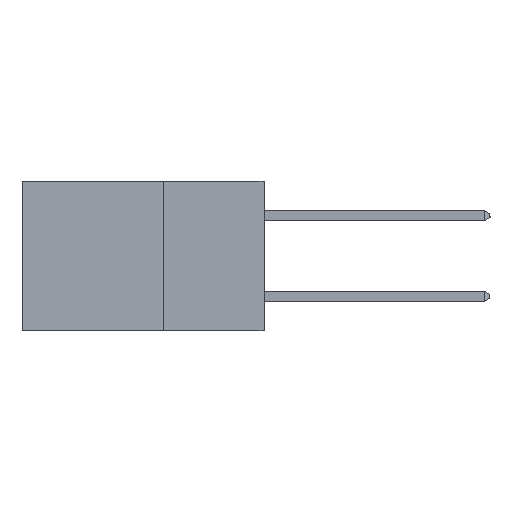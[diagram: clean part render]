
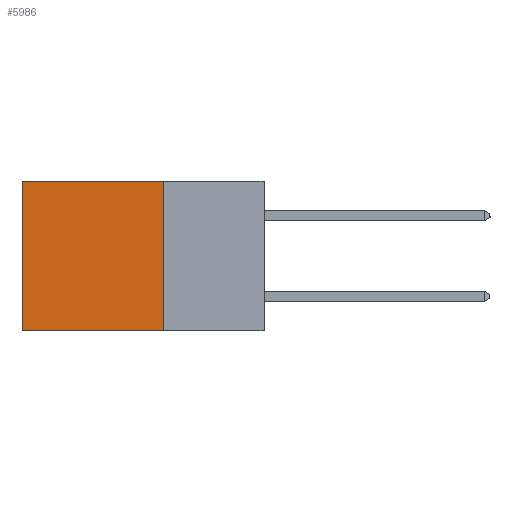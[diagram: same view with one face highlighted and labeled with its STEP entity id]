
A CAD part, left-side view. The second image highlights one B-rep face of the part: STEP entity #5986.
In plain terms, the highlighted planar face has unit normal (-1, 0, 0).
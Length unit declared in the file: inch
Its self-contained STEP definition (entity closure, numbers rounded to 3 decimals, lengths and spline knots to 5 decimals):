
#836 = PLANE ( 'NONE',  #23142 ) ;
#3024 = VECTOR ( 'NONE', #17837, 39.37008 ) ;
#3115 = VECTOR ( 'NONE', #5204, 39.37008 ) ;
#3270 = ORIENTED_EDGE ( 'NONE', *, *, #15396, .T. ) ;
#4021 = EDGE_CURVE ( 'NONE', #11358, #4368, #15912, .T. ) ;
#4368 = VERTEX_POINT ( 'NONE', #19547 ) ;
#4452 = ORIENTED_EDGE ( 'NONE', *, *, #9595, .T. ) ;
#4549 = CARTESIAN_POINT ( 'NONE',  ( 0.298, 0.25, 0. ) ) ;
#5204 = DIRECTION ( 'NONE',  ( 0., 0., -1. ) ) ;
#5742 = DIRECTION ( 'NONE',  ( 0., 0., -1. ) ) ;
#5986 = ADVANCED_FACE ( 'NONE', ( #11092 ), #836, .F. ) ;
#6762 = CARTESIAN_POINT ( 'NONE',  ( 0.298, 0.25, 0. ) ) ;
#7838 = EDGE_LOOP ( 'NONE', ( #4452, #24667, #25331, #3270 ) ) ;
#9595 = EDGE_CURVE ( 'NONE', #11145, #21240, #24449, .T. ) ;
#11092 = FACE_OUTER_BOUND ( 'NONE', #7838, .T. ) ;
#11099 = CARTESIAN_POINT ( 'NONE',  ( 0.298, 0.6, -0.37 ) ) ;
#11145 = VERTEX_POINT ( 'NONE', #16571 ) ;
#11358 = VERTEX_POINT ( 'NONE', #17303 ) ;
#15396 = EDGE_CURVE ( 'NONE', #11358, #11145, #19565, .T. ) ;
#15725 = CARTESIAN_POINT ( 'NONE',  ( 0.298, 0.25, 0. ) ) ;
#15830 = LINE ( 'NONE', #16906, #21320 ) ;
#15912 = LINE ( 'NONE', #4549, #22048 ) ;
#16571 = CARTESIAN_POINT ( 'NONE',  ( 0.298, 0.6, 0. ) ) ;
#16906 = CARTESIAN_POINT ( 'NONE',  ( 0.298, 0.25, -0.37 ) ) ;
#17303 = CARTESIAN_POINT ( 'NONE',  ( 0.298, 0.25, 0. ) ) ;
#17837 = DIRECTION ( 'NONE',  ( 0., 1., 0. ) ) ;
#18434 = EDGE_CURVE ( 'NONE', #4368, #21240, #15830, .T. ) ;
#18765 = DIRECTION ( 'NONE',  ( 1., 0., 0. ) ) ;
#18872 = DIRECTION ( 'NONE',  ( 0., 0., -1. ) ) ;
#19547 = CARTESIAN_POINT ( 'NONE',  ( 0.298, 0.25, -0.37 ) ) ;
#19565 = LINE ( 'NONE', #15725, #3024 ) ;
#21240 = VERTEX_POINT ( 'NONE', #11099 ) ;
#21320 = VECTOR ( 'NONE', #25071, 39.37008 ) ;
#21738 = CARTESIAN_POINT ( 'NONE',  ( 0.298, 0.6, 0. ) ) ;
#22048 = VECTOR ( 'NONE', #5742, 39.37008 ) ;
#23142 = AXIS2_PLACEMENT_3D ( 'NONE', #6762, #18765, #18872 ) ;
#24449 = LINE ( 'NONE', #21738, #3115 ) ;
#24667 = ORIENTED_EDGE ( 'NONE', *, *, #18434, .F. ) ;
#25071 = DIRECTION ( 'NONE',  ( 0., 1., 0. ) ) ;
#25331 = ORIENTED_EDGE ( 'NONE', *, *, #4021, .F. ) ;
